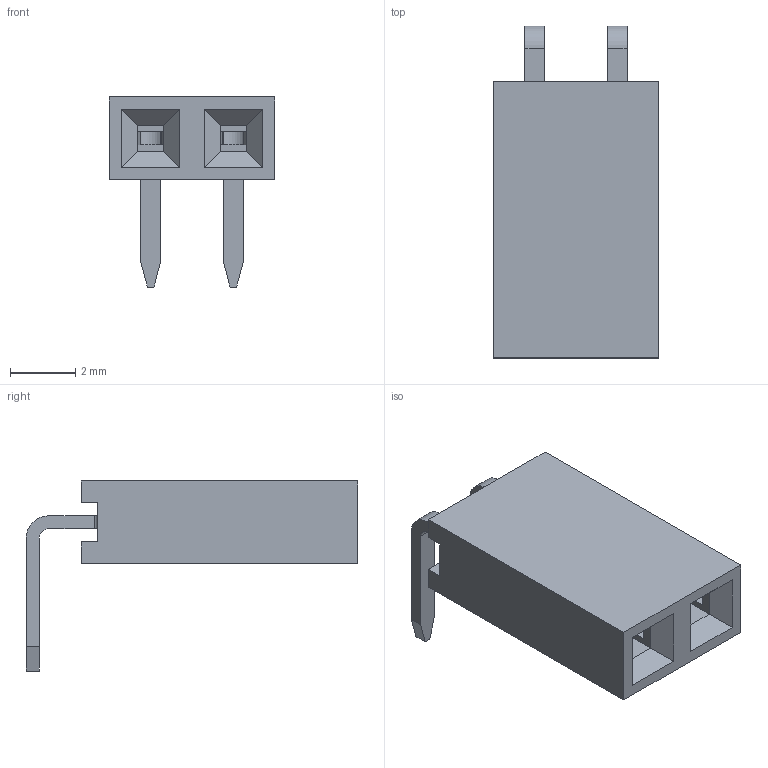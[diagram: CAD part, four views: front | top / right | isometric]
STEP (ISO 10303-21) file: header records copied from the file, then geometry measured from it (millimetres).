
FILE_DESCRIPTION(('STEP AP214'), '1');
FILE_NAME('PBS-R', '', ('UNSPECIFIED'), ('UNSPECIFIED'), 'ASCON STEP Converter 1.6', 'ASCON Math Kernel', '');
FILE_SCHEMA(('AUTOMOTIVE_DESIGN { 1 0 10303 214 3 1 1}'));
Length unit declared in the file: millimetre
Bounding box: 5.08 x 10.2 x 5.84 mm (x, y, z)
Volume: 99.2 mm3; surface area: 257.9 mm2
Topology: 1 solids, 1 shells, 126 faces, 344 edges, 216 vertices
Faces by surface type: plane 108, cylinder 18
Entity records: 4956 total; most frequent: ORIENTED_EDGE 688, CARTESIAN_POINT 687, DIRECTION 642, EDGE_CURVE 344, LINE 300, VECTOR 300, VERTEX_POINT 216, AXIS2_PLACEMENT_3D 171
